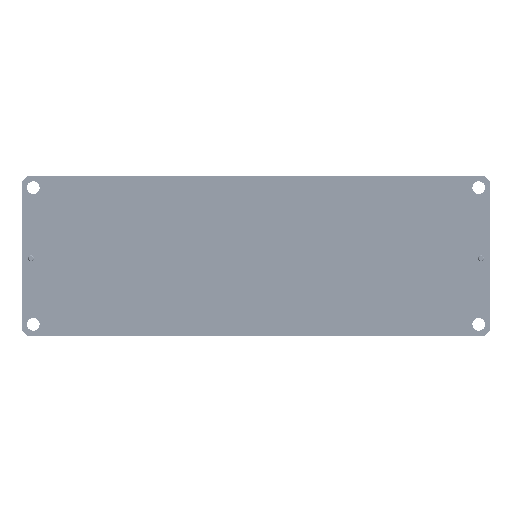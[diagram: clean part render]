
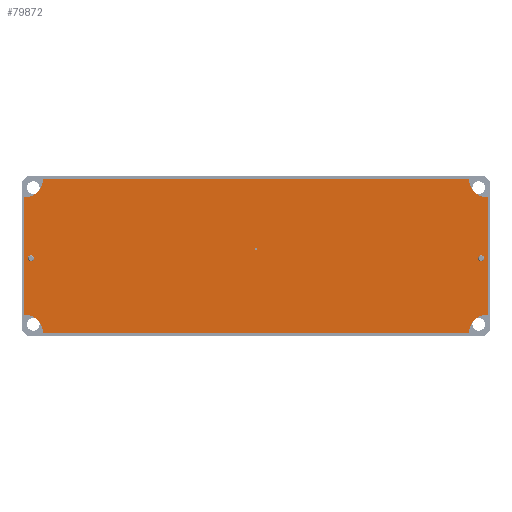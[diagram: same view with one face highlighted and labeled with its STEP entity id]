
A CAD part, front view. The second image highlights one B-rep face of the part: STEP entity #79872.
In plain terms, the highlighted planar face has unit normal (0, -1, 0).
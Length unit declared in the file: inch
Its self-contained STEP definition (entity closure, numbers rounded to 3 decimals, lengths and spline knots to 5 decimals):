
#948 = AXIS2_PLACEMENT_3D ( 'NONE', #8520, #9285, #107342 ) ;
#979 = EDGE_CURVE ( 'NONE', #60353, #23919, #103054, .T. ) ;
#1549 = DIRECTION ( 'NONE',  ( 0., 0., 1. ) ) ;
#6082 = CARTESIAN_POINT ( 'NONE',  ( -0.14071, -0.99, -0.90322 ) ) ;
#6269 = DIRECTION ( 'NONE',  ( 0., 0., -1. ) ) ;
#7612 = CARTESIAN_POINT ( 'NONE',  ( -2.61571, -0.99, -1.72822 ) ) ;
#8247 = CIRCLE ( 'NONE', #62351, 0.0335 ) ;
#8368 = DIRECTION ( 'NONE',  ( 0., 0., -1. ) ) ;
#8520 = CARTESIAN_POINT ( 'NONE',  ( -0.14071, -0.99, -0.82822 ) ) ;
#8723 = VECTOR ( 'NONE', #1549, 39.37008 ) ;
#8974 = FACE_OUTER_BOUND ( 'NONE', #27487, .T. ) ;
#9285 = DIRECTION ( 'NONE',  ( 0., 1., 0. ) ) ;
#9591 = ORIENTED_EDGE ( 'NONE', *, *, #108644, .T. ) ;
#10075 = CARTESIAN_POINT ( 'NONE',  ( 2.26429, -0.99, -0.89472 ) ) ;
#11317 = DIRECTION ( 'NONE',  ( 0., 1., 0. ) ) ;
#11432 = CARTESIAN_POINT ( 'NONE',  ( 2.26429, -0.99, -0.96172 ) ) ;
#11806 = CARTESIAN_POINT ( 'NONE',  ( 2.33429, -0.99, -0.07822 ) ) ;
#13200 = VERTEX_POINT ( 'NONE', #10075 ) ;
#13291 = CARTESIAN_POINT ( 'NONE',  ( 2.26429, -0.99, -0.92822 ) ) ;
#13487 = CARTESIAN_POINT ( 'NONE',  ( 2.33429, -0.99, -0.07822 ) ) ;
#13776 = CIRCLE ( 'NONE', #51083, 0.0335 ) ;
#14901 = CARTESIAN_POINT ( 'NONE',  ( 2.26429, -0.99, -0.92822 ) ) ;
#15030 = LINE ( 'NONE', #98875, #88269 ) ;
#15809 = AXIS2_PLACEMENT_3D ( 'NONE', #101867, #100733, #110972 ) ;
#17590 = VERTEX_POINT ( 'NONE', #95259 ) ;
#19121 = AXIS2_PLACEMENT_3D ( 'NONE', #6082, #106548, #78627 ) ;
#20035 = EDGE_CURVE ( 'NONE', #96486, #95067, #109992, .T. ) ;
#22365 = DIRECTION ( 'NONE',  ( 0., 0., -1. ) ) ;
#22465 = DIRECTION ( 'NONE',  ( 0., 1., 0. ) ) ;
#22998 = LINE ( 'NONE', #89951, #116130 ) ;
#23864 = EDGE_CURVE ( 'NONE', #40528, #82938, #55932, .T. ) ;
#23919 = VERTEX_POINT ( 'NONE', #74013 ) ;
#24071 = EDGE_CURVE ( 'NONE', #95067, #59607, #74253, .T. ) ;
#24922 = EDGE_CURVE ( 'NONE', #82938, #40528, #57192, .T. ) ;
#26097 = CARTESIAN_POINT ( 'NONE',  ( -0.14071, -0.99, -0.81822 ) ) ;
#26500 = ORIENTED_EDGE ( 'NONE', *, *, #76326, .T. ) ;
#27487 = EDGE_LOOP ( 'NONE', ( #91833, #100769, #57864, #79104, #26500, #102010, #62025, #88010 ) ) ;
#28845 = DIRECTION ( 'NONE',  ( 1., 0., 0. ) ) ;
#31305 = CARTESIAN_POINT ( 'NONE',  ( -2.61571, -0.99, -0.07822 ) ) ;
#32359 = CARTESIAN_POINT ( 'NONE',  ( 2.13429, -0.99, -1.72822 ) ) ;
#33006 = DIRECTION ( 'NONE',  ( 0., 1., 0. ) ) ;
#34679 = EDGE_LOOP ( 'NONE', ( #70236, #9591 ) ) ;
#35407 = CIRCLE ( 'NONE', #47941, 0.0335 ) ;
#38854 = VECTOR ( 'NONE', #39600, 39.37008 ) ;
#39600 = DIRECTION ( 'NONE',  ( -1., 0., 0. ) ) ;
#40528 = VERTEX_POINT ( 'NONE', #26097 ) ;
#42622 = CARTESIAN_POINT ( 'NONE',  ( -2.54571, -0.99, -0.92822 ) ) ;
#43527 = PLANE ( 'NONE',  #19121 ) ;
#47176 = CARTESIAN_POINT ( 'NONE',  ( -0.14071, -0.99, -0.82822 ) ) ;
#47941 = AXIS2_PLACEMENT_3D ( 'NONE', #87032, #33006, #6269 ) ;
#48275 = CARTESIAN_POINT ( 'NONE',  ( -2.61571, -0.99, -0.27822 ) ) ;
#49588 = DIRECTION ( 'NONE',  ( 0., 0., -1. ) ) ;
#50811 = DIRECTION ( 'NONE',  ( 0., 1., 0. ) ) ;
#50873 = VERTEX_POINT ( 'NONE', #100537 ) ;
#51083 = AXIS2_PLACEMENT_3D ( 'NONE', #42622, #62333, #8368 ) ;
#51405 = VERTEX_POINT ( 'NONE', #107816 ) ;
#53287 = AXIS2_PLACEMENT_3D ( 'NONE', #87195, #78186, #87567 ) ;
#55932 = CIRCLE ( 'NONE', #94450, 0.01 ) ;
#55945 = EDGE_LOOP ( 'NONE', ( #97483, #110103 ) ) ;
#56988 = FACE_BOUND ( 'NONE', #55945, .T. ) ;
#57192 = CIRCLE ( 'NONE', #948, 0.01 ) ;
#57864 = ORIENTED_EDGE ( 'NONE', *, *, #20035, .T. ) ;
#59607 = VERTEX_POINT ( 'NONE', #112158 ) ;
#60353 = VERTEX_POINT ( 'NONE', #32359 ) ;
#62025 = ORIENTED_EDGE ( 'NONE', *, *, #97236, .T. ) ;
#62333 = DIRECTION ( 'NONE',  ( 0., 1., 0. ) ) ;
#62351 = AXIS2_PLACEMENT_3D ( 'NONE', #14901, #50811, #22365 ) ;
#63727 = LINE ( 'NONE', #11806, #8723 ) ;
#65639 = CARTESIAN_POINT ( 'NONE',  ( 2.13429, -0.99, -0.07822 ) ) ;
#66980 = CIRCLE ( 'NONE', #88259, 0.0335 ) ;
#68673 = DIRECTION ( 'NONE',  ( 0., 0., 1. ) ) ;
#70236 = ORIENTED_EDGE ( 'NONE', *, *, #72682, .T. ) ;
#71093 = CARTESIAN_POINT ( 'NONE',  ( -2.41571, -0.99, -1.72822 ) ) ;
#72682 = EDGE_CURVE ( 'NONE', #17590, #51405, #13776, .T. ) ;
#74013 = CARTESIAN_POINT ( 'NONE',  ( 2.33429, -0.99, -1.52822 ) ) ;
#74253 = LINE ( 'NONE', #31305, #38854 ) ;
#75096 = CARTESIAN_POINT ( 'NONE',  ( 2.33429, -0.99, -0.27822 ) ) ;
#76275 = CARTESIAN_POINT ( 'NONE',  ( -0.14071, -0.99, -0.83822 ) ) ;
#76326 = EDGE_CURVE ( 'NONE', #59607, #98995, #82547, .T. ) ;
#77715 = CIRCLE ( 'NONE', #92899, 0.2 ) ;
#78186 = DIRECTION ( 'NONE',  ( 0., 1., 0. ) ) ;
#78627 = DIRECTION ( 'NONE',  ( 0., 0., 1. ) ) ;
#79104 = ORIENTED_EDGE ( 'NONE', *, *, #24071, .T. ) ;
#79336 = DIRECTION ( 'NONE',  ( 0., 0., 1. ) ) ;
#79872 = ADVANCED_FACE ( 'NONE', ( #8974, #87839, #56988, #109026 ), #43527, .T. ) ;
#82547 = CIRCLE ( 'NONE', #15809, 0.2 ) ;
#82938 = VERTEX_POINT ( 'NONE', #76275 ) ;
#83015 = DIRECTION ( 'NONE',  ( 0., 0., -1. ) ) ;
#83648 = EDGE_CURVE ( 'NONE', #98995, #50873, #15030, .T. ) ;
#86536 = VERTEX_POINT ( 'NONE', #11432 ) ;
#87032 = CARTESIAN_POINT ( 'NONE',  ( -2.54571, -0.99, -0.92822 ) ) ;
#87195 = CARTESIAN_POINT ( 'NONE',  ( 2.33429, -0.99, -1.72822 ) ) ;
#87567 = DIRECTION ( 'NONE',  ( 0., 0., -1. ) ) ;
#87768 = EDGE_CURVE ( 'NONE', #96714, #60353, #22998, .T. ) ;
#87839 = FACE_BOUND ( 'NONE', #34679, .T. ) ;
#88010 = ORIENTED_EDGE ( 'NONE', *, *, #87768, .T. ) ;
#88259 = AXIS2_PLACEMENT_3D ( 'NONE', #13291, #103478, #49588 ) ;
#88269 = VECTOR ( 'NONE', #89400, 39.37008 ) ;
#89400 = DIRECTION ( 'NONE',  ( 0., 0., -1. ) ) ;
#89951 = CARTESIAN_POINT ( 'NONE',  ( -2.61571, -0.99, -1.72822 ) ) ;
#91276 = EDGE_CURVE ( 'NONE', #86536, #13200, #8247, .T. ) ;
#91833 = ORIENTED_EDGE ( 'NONE', *, *, #979, .T. ) ;
#92899 = AXIS2_PLACEMENT_3D ( 'NONE', #7612, #97815, #79336 ) ;
#94450 = AXIS2_PLACEMENT_3D ( 'NONE', #47176, #11317, #83015 ) ;
#94505 = EDGE_CURVE ( 'NONE', #13200, #86536, #66980, .T. ) ;
#95067 = VERTEX_POINT ( 'NONE', #65639 ) ;
#95259 = CARTESIAN_POINT ( 'NONE',  ( -2.54571, -0.99, -0.96172 ) ) ;
#96287 = AXIS2_PLACEMENT_3D ( 'NONE', #13487, #22465, #68673 ) ;
#96486 = VERTEX_POINT ( 'NONE', #75096 ) ;
#96714 = VERTEX_POINT ( 'NONE', #71093 ) ;
#97236 = EDGE_CURVE ( 'NONE', #50873, #96714, #77715, .T. ) ;
#97483 = ORIENTED_EDGE ( 'NONE', *, *, #91276, .T. ) ;
#97815 = DIRECTION ( 'NONE',  ( 0., 1., 0. ) ) ;
#98016 = EDGE_CURVE ( 'NONE', #23919, #96486, #63727, .T. ) ;
#98875 = CARTESIAN_POINT ( 'NONE',  ( -2.61571, -0.99, -0.07822 ) ) ;
#98995 = VERTEX_POINT ( 'NONE', #48275 ) ;
#100537 = CARTESIAN_POINT ( 'NONE',  ( -2.61571, -0.99, -1.52822 ) ) ;
#100733 = DIRECTION ( 'NONE',  ( 0., 1., 0. ) ) ;
#100769 = ORIENTED_EDGE ( 'NONE', *, *, #98016, .T. ) ;
#101867 = CARTESIAN_POINT ( 'NONE',  ( -2.61571, -0.99, -0.07822 ) ) ;
#102010 = ORIENTED_EDGE ( 'NONE', *, *, #83648, .T. ) ;
#103054 = CIRCLE ( 'NONE', #53287, 0.2 ) ;
#103478 = DIRECTION ( 'NONE',  ( 0., 1., 0. ) ) ;
#105746 = ORIENTED_EDGE ( 'NONE', *, *, #24922, .T. ) ;
#106548 = DIRECTION ( 'NONE',  ( 0., -1., 0. ) ) ;
#107342 = DIRECTION ( 'NONE',  ( 0., 0., -1. ) ) ;
#107816 = CARTESIAN_POINT ( 'NONE',  ( -2.54571, -0.99, -0.89472 ) ) ;
#108644 = EDGE_CURVE ( 'NONE', #51405, #17590, #35407, .T. ) ;
#109025 = EDGE_LOOP ( 'NONE', ( #105746, #109359 ) ) ;
#109026 = FACE_BOUND ( 'NONE', #109025, .T. ) ;
#109359 = ORIENTED_EDGE ( 'NONE', *, *, #23864, .T. ) ;
#109992 = CIRCLE ( 'NONE', #96287, 0.2 ) ;
#110103 = ORIENTED_EDGE ( 'NONE', *, *, #94505, .T. ) ;
#110972 = DIRECTION ( 'NONE',  ( 0., 0., -1. ) ) ;
#112158 = CARTESIAN_POINT ( 'NONE',  ( -2.41571, -0.99, -0.07822 ) ) ;
#116130 = VECTOR ( 'NONE', #28845, 39.37008 ) ;
